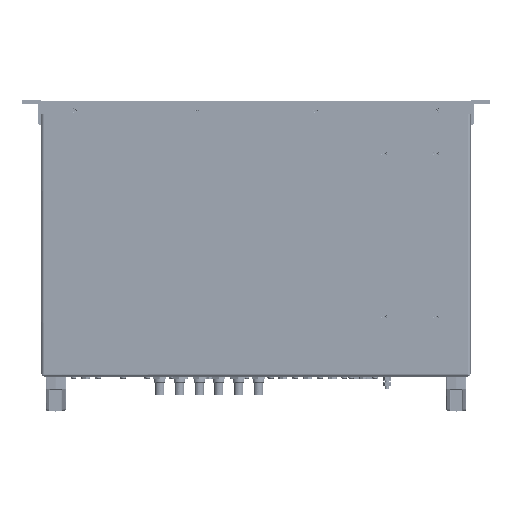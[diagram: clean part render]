
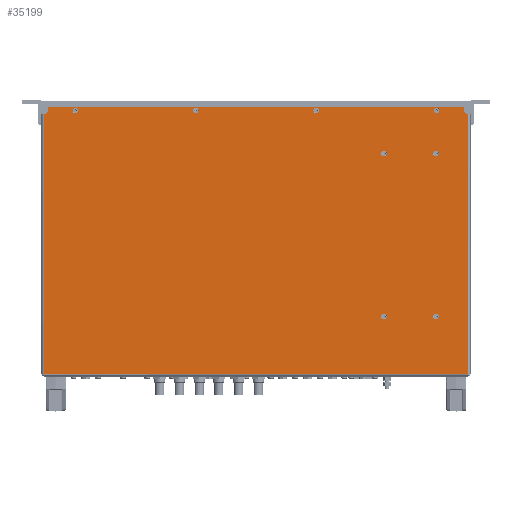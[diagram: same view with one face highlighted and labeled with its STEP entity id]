
A CAD part, front view. The second image highlights one B-rep face of the part: STEP entity #35199.
In plain terms, the highlighted planar face has unit normal (0, -1, 0).
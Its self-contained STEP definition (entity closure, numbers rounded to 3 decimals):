
#35199=ADVANCED_FACE('',(#46443,#46444,#46445,#46446,#46447,#46448,#46449,
#46450,#46451),#42274,.F.);
#42274=PLANE('',#152317);
#46443=FACE_BOUND('',#49719,.T.);
#46444=FACE_BOUND('',#49720,.T.);
#46445=FACE_BOUND('',#49721,.T.);
#46446=FACE_BOUND('',#49722,.T.);
#46447=FACE_BOUND('',#49723,.T.);
#46448=FACE_BOUND('',#49724,.T.);
#46449=FACE_BOUND('',#49725,.T.);
#46450=FACE_BOUND('',#49726,.T.);
#46451=FACE_BOUND('',#49727,.T.);
#49719=EDGE_LOOP('',(#68944));
#49720=EDGE_LOOP('',(#68945));
#49721=EDGE_LOOP('',(#68946));
#49722=EDGE_LOOP('',(#68947));
#49723=EDGE_LOOP('',(#68948));
#49724=EDGE_LOOP('',(#68949));
#49725=EDGE_LOOP('',(#68950));
#49726=EDGE_LOOP('',(#68951));
#49727=EDGE_LOOP('',(#68952,#68953,#68954,#68955,#68956,#68957,#68958,#68959,
#68960,#68961));
#58532=CIRCLE('',#152306,0.125);
#58533=CIRCLE('',#152308,0.115);
#58534=CIRCLE('',#152309,0.115);
#58535=CIRCLE('',#152310,0.115);
#58536=CIRCLE('',#152311,0.115);
#58537=CIRCLE('',#152312,0.115);
#58538=CIRCLE('',#152313,0.115);
#58539=CIRCLE('',#152314,0.115);
#58540=CIRCLE('',#152315,0.115);
#58541=CIRCLE('',#152316,0.125);
#68944=ORIENTED_EDGE('',*,*,#115085,.T.);
#68945=ORIENTED_EDGE('',*,*,#115086,.T.);
#68946=ORIENTED_EDGE('',*,*,#115087,.T.);
#68947=ORIENTED_EDGE('',*,*,#115088,.T.);
#68948=ORIENTED_EDGE('',*,*,#115089,.T.);
#68949=ORIENTED_EDGE('',*,*,#115090,.T.);
#68950=ORIENTED_EDGE('',*,*,#115091,.T.);
#68951=ORIENTED_EDGE('',*,*,#115092,.T.);
#68952=ORIENTED_EDGE('',*,*,#115093,.T.);
#68953=ORIENTED_EDGE('',*,*,#115094,.T.);
#68954=ORIENTED_EDGE('',*,*,#114928,.T.);
#68955=ORIENTED_EDGE('',*,*,#115084,.T.);
#68956=ORIENTED_EDGE('',*,*,#115095,.T.);
#68957=ORIENTED_EDGE('',*,*,#115096,.F.);
#68958=ORIENTED_EDGE('',*,*,#115097,.F.);
#68959=ORIENTED_EDGE('',*,*,#115098,.F.);
#68960=ORIENTED_EDGE('',*,*,#114922,.F.);
#68961=ORIENTED_EDGE('',*,*,#115099,.T.);
#102354=VERTEX_POINT('',#208737);
#102355=VERTEX_POINT('',#208739);
#102357=VERTEX_POINT('',#208747);
#102358=VERTEX_POINT('',#208749);
#102379=VERTEX_POINT('',#209072);
#102380=VERTEX_POINT('',#209076);
#102381=VERTEX_POINT('',#209078);
#102382=VERTEX_POINT('',#209080);
#102383=VERTEX_POINT('',#209082);
#102384=VERTEX_POINT('',#209084);
#102385=VERTEX_POINT('',#209086);
#102386=VERTEX_POINT('',#209088);
#102387=VERTEX_POINT('',#209090);
#102388=VERTEX_POINT('',#209092);
#102389=VERTEX_POINT('',#209093);
#102390=VERTEX_POINT('',#209096);
#102391=VERTEX_POINT('',#209098);
#102392=VERTEX_POINT('',#209100);
#114922=EDGE_CURVE('',#102354,#102355,#131608,.T.);
#114928=EDGE_CURVE('',#102358,#102357,#131612,.T.);
#115084=EDGE_CURVE('',#102357,#102379,#58532,.T.);
#115085=EDGE_CURVE('',#102380,#102380,#58533,.T.);
#115086=EDGE_CURVE('',#102381,#102381,#58534,.T.);
#115087=EDGE_CURVE('',#102382,#102382,#58535,.T.);
#115088=EDGE_CURVE('',#102383,#102383,#58536,.T.);
#115089=EDGE_CURVE('',#102384,#102384,#58537,.T.);
#115090=EDGE_CURVE('',#102385,#102385,#58538,.T.);
#115091=EDGE_CURVE('',#102386,#102386,#58539,.T.);
#115092=EDGE_CURVE('',#102387,#102387,#58540,.T.);
#115093=EDGE_CURVE('',#102388,#102389,#131747,.T.);
#115094=EDGE_CURVE('',#102389,#102358,#131748,.T.);
#115095=EDGE_CURVE('',#102379,#102390,#131749,.T.);
#115096=EDGE_CURVE('',#102391,#102390,#131750,.T.);
#115097=EDGE_CURVE('',#102392,#102391,#131751,.T.);
#115098=EDGE_CURVE('',#102355,#102392,#58541,.T.);
#115099=EDGE_CURVE('',#102354,#102388,#131752,.T.);
#131608=LINE('',#208738,#141927);
#131612=LINE('',#208748,#141931);
#131747=LINE('',#209091,#142066);
#131748=LINE('',#209094,#142067);
#131749=LINE('',#209095,#142068);
#131750=LINE('',#209097,#142069);
#131751=LINE('',#209099,#142070);
#131752=LINE('',#209102,#142071);
#141927=VECTOR('',#169251,1.);
#141931=VECTOR('',#169261,1.);
#142066=VECTOR('',#169752,1.);
#142067=VECTOR('',#169753,1.);
#142068=VECTOR('',#169754,1.);
#142069=VECTOR('',#169755,1.);
#142070=VECTOR('',#169756,1.);
#142071=VECTOR('',#169759,1.);
#152306=AXIS2_PLACEMENT_3D('',#209073,#169732,#169733);
#152308=AXIS2_PLACEMENT_3D('',#209075,#169736,#169737);
#152309=AXIS2_PLACEMENT_3D('',#209077,#169738,#169739);
#152310=AXIS2_PLACEMENT_3D('',#209079,#169740,#169741);
#152311=AXIS2_PLACEMENT_3D('',#209081,#169742,#169743);
#152312=AXIS2_PLACEMENT_3D('',#209083,#169744,#169745);
#152313=AXIS2_PLACEMENT_3D('',#209085,#169746,#169747);
#152314=AXIS2_PLACEMENT_3D('',#209087,#169748,#169749);
#152315=AXIS2_PLACEMENT_3D('',#209089,#169750,#169751);
#152316=AXIS2_PLACEMENT_3D('',#209101,#169757,#169758);
#152317=AXIS2_PLACEMENT_3D('',#209103,#169760,#169761);
#169251=DIRECTION('',(1.,0.,0.));
#169261=DIRECTION('',(-1.,0.,0.));
#169732=DIRECTION('',(0.,1.,0.));
#169733=DIRECTION('',(0.,0.,-1.));
#169736=DIRECTION('',(0.,1.,0.));
#169737=DIRECTION('',(0.,0.,1.));
#169738=DIRECTION('',(0.,1.,0.));
#169739=DIRECTION('',(0.,0.,1.));
#169740=DIRECTION('',(0.,1.,0.));
#169741=DIRECTION('',(0.,0.,1.));
#169742=DIRECTION('',(0.,1.,0.));
#169743=DIRECTION('',(0.,0.,1.));
#169744=DIRECTION('',(0.,1.,0.));
#169745=DIRECTION('',(0.,0.,1.));
#169746=DIRECTION('',(0.,1.,0.));
#169747=DIRECTION('',(0.,0.,1.));
#169748=DIRECTION('',(0.,1.,0.));
#169749=DIRECTION('',(0.,0.,1.));
#169750=DIRECTION('',(0.,1.,0.));
#169751=DIRECTION('',(0.,0.,1.));
#169752=DIRECTION('',(1.,0.,0.));
#169753=DIRECTION('',(0.,0.,1.));
#169754=DIRECTION('',(0.,0.,1.));
#169755=DIRECTION('',(1.,0.,0.));
#169756=DIRECTION('',(0.,0.,1.));
#169757=DIRECTION('',(0.,-1.,0.));
#169758=DIRECTION('',(0.,0.,-1.));
#169759=DIRECTION('',(0.,0.,-1.));
#169760=DIRECTION('',(0.,1.,0.));
#169761=DIRECTION('',(0.,0.,1.));
#208737=CARTESIAN_POINT('',(-13.06,-30.155,-0.265));
#208738=CARTESIAN_POINT('',(-13.17,-30.155,-0.265));
#208739=CARTESIAN_POINT('',(-13.045,-30.155,-0.265));
#208747=CARTESIAN_POINT('',(4.105,-30.155,-0.265));
#208748=CARTESIAN_POINT('',(4.23,-30.155,-0.265));
#208749=CARTESIAN_POINT('',(4.12,-30.155,-0.265));
#209072=CARTESIAN_POINT('',(3.98,-30.155,-0.14));
#209073=CARTESIAN_POINT('',(4.105,-30.155,-0.14));
#209075=CARTESIAN_POINT('',(0.72,-30.155,-8.48));
#209076=CARTESIAN_POINT('',(0.72,-30.155,-8.365));
#209077=CARTESIAN_POINT('',(2.83,-30.155,-8.48));
#209078=CARTESIAN_POINT('',(2.83,-30.155,-8.365));
#209079=CARTESIAN_POINT('',(0.72,-30.155,-1.87));
#209080=CARTESIAN_POINT('',(0.72,-30.155,-1.755));
#209081=CARTESIAN_POINT('',(2.83,-30.155,-1.87));
#209082=CARTESIAN_POINT('',(2.83,-30.155,-1.755));
#209083=CARTESIAN_POINT('',(2.855,-30.155,-0.124));
#209084=CARTESIAN_POINT('',(2.855,-30.155,-0.009));
#209085=CARTESIAN_POINT('',(-2.028,-30.155,-0.124));
#209086=CARTESIAN_POINT('',(-2.028,-30.155,-0.009));
#209087=CARTESIAN_POINT('',(-6.912,-30.155,-0.124));
#209088=CARTESIAN_POINT('',(-6.912,-30.155,-0.009));
#209089=CARTESIAN_POINT('',(-11.795,-30.155,-0.124));
#209090=CARTESIAN_POINT('',(-11.795,-30.155,-0.009));
#209091=CARTESIAN_POINT('',(-13.17,-30.155,-10.81));
#209092=CARTESIAN_POINT('',(-13.06,-30.155,-10.81));
#209093=CARTESIAN_POINT('',(4.12,-30.155,-10.81));
#209094=CARTESIAN_POINT('',(4.12,-30.155,-10.92));
#209095=CARTESIAN_POINT('',(3.98,-30.155,-0.14));
#209096=CARTESIAN_POINT('',(3.98,-30.155,0.08));
#209097=CARTESIAN_POINT('',(-13.17,-30.155,0.08));
#209098=CARTESIAN_POINT('',(-12.92,-30.155,0.08));
#209099=CARTESIAN_POINT('',(-12.92,-30.155,-0.14));
#209100=CARTESIAN_POINT('',(-12.92,-30.155,-0.14));
#209101=CARTESIAN_POINT('',(-13.045,-30.155,-0.14));
#209102=CARTESIAN_POINT('',(-13.06,-30.155,-10.92));
#209103=CARTESIAN_POINT('',(-13.17,-30.155,-10.92));
